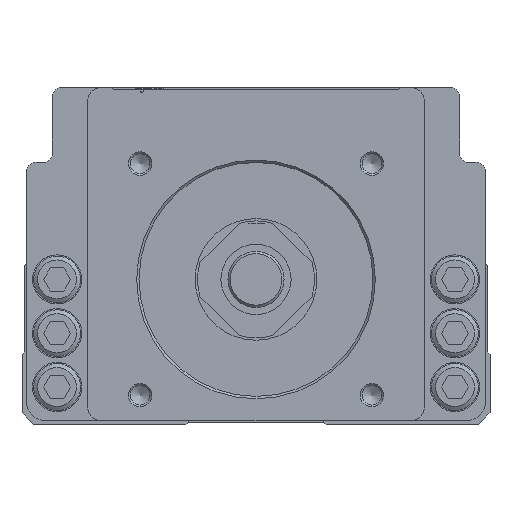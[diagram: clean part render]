
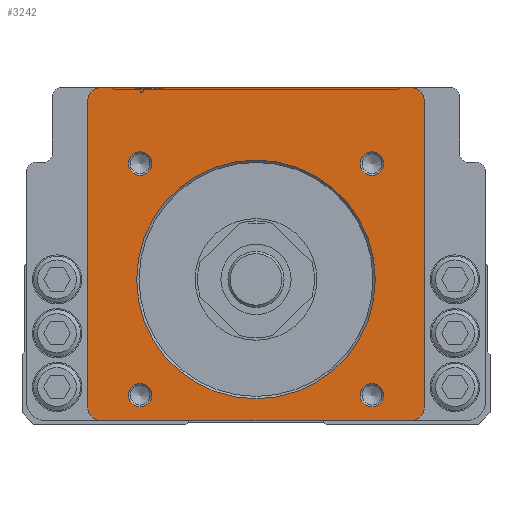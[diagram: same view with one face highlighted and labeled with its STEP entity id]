
A CAD part, front view. The second image highlights one B-rep face of the part: STEP entity #3242.
In plain terms, the highlighted planar face has unit normal (0, -1, 0).
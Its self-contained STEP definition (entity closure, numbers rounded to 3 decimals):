
#1193=FACE_BOUND('',#7180,.T.);
#1194=FACE_BOUND('',#7181,.T.);
#1195=FACE_BOUND('',#7182,.T.);
#1196=FACE_BOUND('',#7183,.T.);
#1197=FACE_BOUND('',#7184,.T.);
#1198=FACE_BOUND('',#7185,.T.);
#1934=CIRCLE('',#27181,25.5);
#2041=CIRCLE('',#27590,3.);
#2043=CIRCLE('',#27593,3.);
#2071=CIRCLE('',#27650,2.5);
#2074=CIRCLE('',#27656,2.5);
#2077=CIRCLE('',#27662,2.5);
#2080=CIRCLE('',#27668,2.5);
#2083=CIRCLE('',#27675,3.);
#2084=CIRCLE('',#27676,3.);
#3242=ADVANCED_FACE('',(#1193,#1194,#1195,#1196,#1197,#1198),#4552,.T.);
#4552=PLANE('',#27677);
#7180=EDGE_LOOP('',(#11847));
#7181=EDGE_LOOP('',(#11848));
#7182=EDGE_LOOP('',(#11849));
#7183=EDGE_LOOP('',(#11850));
#7184=EDGE_LOOP('',(#11851));
#7185=EDGE_LOOP('',(#11852,#11853,#11854,#11855,#11856,#11857,#11858,#11859));
#11847=ORIENTED_EDGE('',*,*,#18811,.T.);
#11848=ORIENTED_EDGE('',*,*,#19640,.T.);
#11849=ORIENTED_EDGE('',*,*,#19643,.T.);
#11850=ORIENTED_EDGE('',*,*,#19646,.T.);
#11851=ORIENTED_EDGE('',*,*,#19649,.T.);
#11852=ORIENTED_EDGE('',*,*,#19652,.T.);
#11853=ORIENTED_EDGE('',*,*,#19550,.T.);
#11854=ORIENTED_EDGE('',*,*,#19653,.T.);
#11855=ORIENTED_EDGE('',*,*,#19654,.T.);
#11856=ORIENTED_EDGE('',*,*,#19655,.T.);
#11857=ORIENTED_EDGE('',*,*,#19656,.T.);
#11858=ORIENTED_EDGE('',*,*,#19657,.T.);
#11859=ORIENTED_EDGE('',*,*,#19546,.T.);
#16039=VERTEX_POINT('',#38782);
#16551=VERTEX_POINT('',#40912);
#16552=VERTEX_POINT('',#40914);
#16555=VERTEX_POINT('',#40921);
#16556=VERTEX_POINT('',#40923);
#16628=VERTEX_POINT('',#41175);
#16632=VERTEX_POINT('',#41185);
#16636=VERTEX_POINT('',#41195);
#16640=VERTEX_POINT('',#41205);
#16644=VERTEX_POINT('',#41217);
#16645=VERTEX_POINT('',#41219);
#16646=VERTEX_POINT('',#41221);
#16647=VERTEX_POINT('',#41223);
#18811=EDGE_CURVE('',#16039,#16039,#1934,.T.);
#19546=EDGE_CURVE('',#16552,#16551,#2041,.T.);
#19550=EDGE_CURVE('',#16556,#16555,#2043,.T.);
#19640=EDGE_CURVE('',#16628,#16628,#2071,.T.);
#19643=EDGE_CURVE('',#16632,#16632,#2074,.T.);
#19646=EDGE_CURVE('',#16636,#16636,#2077,.T.);
#19649=EDGE_CURVE('',#16640,#16640,#2080,.T.);
#19652=EDGE_CURVE('',#16551,#16556,#22702,.T.);
#19653=EDGE_CURVE('',#16555,#16644,#22703,.T.);
#19654=EDGE_CURVE('',#16644,#16645,#2083,.T.);
#19655=EDGE_CURVE('',#16645,#16646,#22704,.T.);
#19656=EDGE_CURVE('',#16646,#16647,#2084,.T.);
#19657=EDGE_CURVE('',#16647,#16552,#22705,.T.);
#22702=LINE('',#41215,#25351);
#22703=LINE('',#41216,#25352);
#22704=LINE('',#41220,#25353);
#22705=LINE('',#41224,#25354);
#25351=VECTOR('',#32649,1.);
#25352=VECTOR('',#32650,1.);
#25353=VECTOR('',#32653,1.);
#25354=VECTOR('',#32656,1.);
#27181=AXIS2_PLACEMENT_3D('',#38781,#31004,#31005);
#27590=AXIS2_PLACEMENT_3D('',#40913,#32426,#32427);
#27593=AXIS2_PLACEMENT_3D('',#40922,#32434,#32435);
#27650=AXIS2_PLACEMENT_3D('',#41174,#32599,#32600);
#27656=AXIS2_PLACEMENT_3D('',#41184,#32611,#32612);
#27662=AXIS2_PLACEMENT_3D('',#41194,#32623,#32624);
#27668=AXIS2_PLACEMENT_3D('',#41204,#32635,#32636);
#27675=AXIS2_PLACEMENT_3D('',#41218,#32651,#32652);
#27676=AXIS2_PLACEMENT_3D('',#41222,#32654,#32655);
#27677=AXIS2_PLACEMENT_3D('',#41225,#32657,#32658);
#31004=DIRECTION('',(0.,1.,0.));
#31005=DIRECTION('',(0.,0.,-1.));
#32426=DIRECTION('',(0.,-1.,0.));
#32427=DIRECTION('',(0.,0.,-1.));
#32434=DIRECTION('',(0.,-1.,0.));
#32435=DIRECTION('',(0.,0.,-1.));
#32599=DIRECTION('',(0.,1.,0.));
#32600=DIRECTION('',(0.,0.,-1.));
#32611=DIRECTION('',(0.,1.,0.));
#32612=DIRECTION('',(0.,0.,-1.));
#32623=DIRECTION('',(0.,1.,0.));
#32624=DIRECTION('',(0.,0.,-1.));
#32635=DIRECTION('',(0.,1.,0.));
#32636=DIRECTION('',(0.,0.,-1.));
#32649=DIRECTION('',(1.,0.,0.));
#32650=DIRECTION('',(0.,0.,1.));
#32651=DIRECTION('',(0.,-1.,0.));
#32652=DIRECTION('',(0.,0.,-1.));
#32653=DIRECTION('',(-1.,0.,0.));
#32654=DIRECTION('',(0.,-1.,0.));
#32655=DIRECTION('',(0.,0.,-1.));
#32656=DIRECTION('',(0.,0.,-1.));
#32657=DIRECTION('',(0.,-1.,0.));
#32658=DIRECTION('',(0.,0.,1.));
#38781=CARTESIAN_POINT('',(0.,-299.9,-24.));
#38782=CARTESIAN_POINT('',(0.,-299.9,-49.5));
#40912=CARTESIAN_POINT('',(-33.,-299.9,-54.2));
#40913=CARTESIAN_POINT('',(-33.,-299.9,-51.2));
#40914=CARTESIAN_POINT('',(-36.,-299.9,-51.2));
#40921=CARTESIAN_POINT('',(36.,-299.9,-51.2));
#40922=CARTESIAN_POINT('',(33.,-299.9,-51.2));
#40923=CARTESIAN_POINT('',(33.,-299.9,-54.2));
#41174=CARTESIAN_POINT('',(-24.749,-299.9,-48.749));
#41175=CARTESIAN_POINT('',(-24.749,-299.9,-51.249));
#41184=CARTESIAN_POINT('',(-24.749,-299.9,0.749));
#41185=CARTESIAN_POINT('',(-24.749,-299.9,-1.751));
#41194=CARTESIAN_POINT('',(24.749,-299.9,0.749));
#41195=CARTESIAN_POINT('',(24.749,-299.9,-1.751));
#41204=CARTESIAN_POINT('',(24.749,-299.9,-48.749));
#41205=CARTESIAN_POINT('',(24.749,-299.9,-51.249));
#41215=CARTESIAN_POINT('',(-49.,-299.9,-54.2));
#41216=CARTESIAN_POINT('',(36.,-299.9,-54.5));
#41217=CARTESIAN_POINT('',(36.,-299.9,14.));
#41218=CARTESIAN_POINT('',(33.,-299.9,14.));
#41219=CARTESIAN_POINT('',(33.,-299.9,17.));
#41220=CARTESIAN_POINT('',(33.,-299.9,17.));
#41221=CARTESIAN_POINT('',(-33.,-299.9,17.));
#41222=CARTESIAN_POINT('',(-33.,-299.9,14.));
#41223=CARTESIAN_POINT('',(-36.,-299.9,14.));
#41224=CARTESIAN_POINT('',(-36.,-299.9,12.));
#41225=CARTESIAN_POINT('',(-33.,-299.9,12.));
